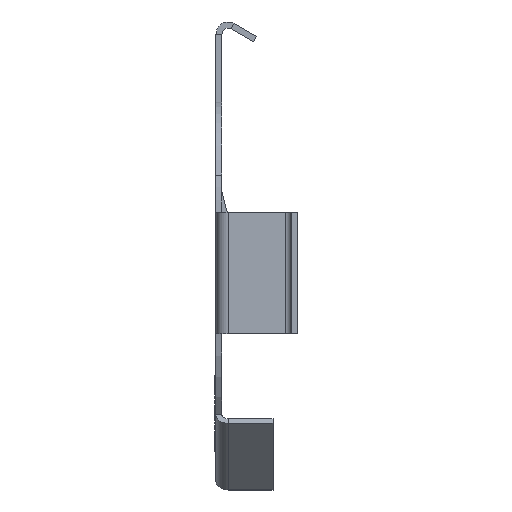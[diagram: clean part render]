
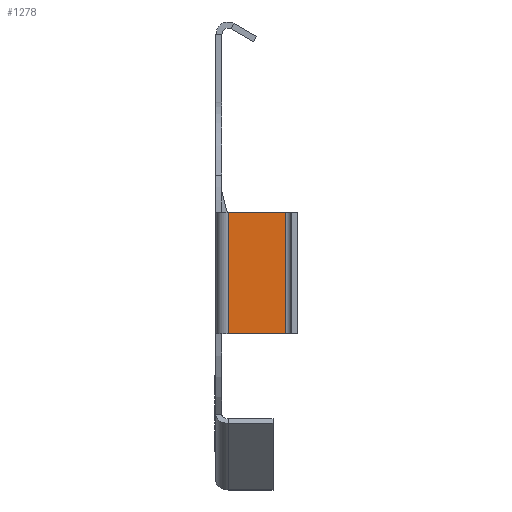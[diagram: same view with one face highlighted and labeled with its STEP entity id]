
A CAD part, left-side view. The second image highlights one B-rep face of the part: STEP entity #1278.
In plain terms, the highlighted planar face has unit normal (-1, 0, 0).
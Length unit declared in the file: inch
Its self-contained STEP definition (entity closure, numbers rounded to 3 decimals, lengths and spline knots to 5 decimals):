
#71 = ORIENTED_EDGE ( 'NONE', *, *, #352, .F. ) ;
#131 = CARTESIAN_POINT ( 'NONE',  ( -0.415, -0.114, -0.49378 ) ) ;
#134 = VERTEX_POINT ( 'NONE', #131 ) ;
#158 = DIRECTION ( 'NONE',  ( 0., 0., 1. ) ) ;
#235 = FACE_OUTER_BOUND ( 'NONE', #1553, .T. ) ;
#300 = EDGE_CURVE ( 'NONE', #2640, #134, #1234, .T. ) ;
#312 = DIRECTION ( 'NONE',  ( 0., 0., -1. ) ) ;
#352 = EDGE_CURVE ( 'NONE', #134, #883, #1725, .T. ) ;
#377 = CARTESIAN_POINT ( 'NONE',  ( -0.415, -0.114, -0.29378 ) ) ;
#622 = AXIS2_PLACEMENT_3D ( 'NONE', #2257, #2235, #1980 ) ;
#714 = ORIENTED_EDGE ( 'NONE', *, *, #300, .F. ) ;
#832 = CARTESIAN_POINT ( 'NONE',  ( -0.415, -0.01, -0.49378 ) ) ;
#839 = EDGE_CURVE ( 'NONE', #883, #1962, #3144, .T. ) ;
#854 = CARTESIAN_POINT ( 'NONE',  ( -0.415, -0.114, -0.49378 ) ) ;
#877 = DIRECTION ( 'NONE',  ( 0., -1., 0. ) ) ;
#883 = VERTEX_POINT ( 'NONE', #1190 ) ;
#944 = VECTOR ( 'NONE', #877, 39.37008 ) ;
#960 = CARTESIAN_POINT ( 'NONE',  ( -0.415, -0.02, -0.29378 ) ) ;
#1190 = CARTESIAN_POINT ( 'NONE',  ( -0.415, -0.02, -0.49378 ) ) ;
#1234 = LINE ( 'NONE', #854, #1603 ) ;
#1278 = ADVANCED_FACE ( 'NONE', ( #235 ), #1702, .F. ) ;
#1385 = CARTESIAN_POINT ( 'NONE',  ( -0.415, -0.02, -0.29378 ) ) ;
#1553 = EDGE_LOOP ( 'NONE', ( #2684, #71, #714, #1647 ) ) ;
#1566 = VECTOR ( 'NONE', #2655, 39.37008 ) ;
#1602 = EDGE_CURVE ( 'NONE', #1962, #2640, #1634, .T. ) ;
#1603 = VECTOR ( 'NONE', #312, 39.37008 ) ;
#1634 = LINE ( 'NONE', #377, #944 ) ;
#1647 = ORIENTED_EDGE ( 'NONE', *, *, #1602, .F. ) ;
#1702 = PLANE ( 'NONE',  #622 ) ;
#1725 = LINE ( 'NONE', #832, #1566 ) ;
#1962 = VERTEX_POINT ( 'NONE', #1385 ) ;
#1980 = DIRECTION ( 'NONE',  ( 0., -1., 0. ) ) ;
#2235 = DIRECTION ( 'NONE',  ( 1., 0., 0. ) ) ;
#2257 = CARTESIAN_POINT ( 'NONE',  ( -0.415, 0., 0. ) ) ;
#2640 = VERTEX_POINT ( 'NONE', #2672 ) ;
#2655 = DIRECTION ( 'NONE',  ( 0., 1., 0. ) ) ;
#2672 = CARTESIAN_POINT ( 'NONE',  ( -0.415, -0.114, -0.29378 ) ) ;
#2684 = ORIENTED_EDGE ( 'NONE', *, *, #839, .F. ) ;
#2741 = VECTOR ( 'NONE', #158, 39.37008 ) ;
#3144 = LINE ( 'NONE', #960, #2741 ) ;
